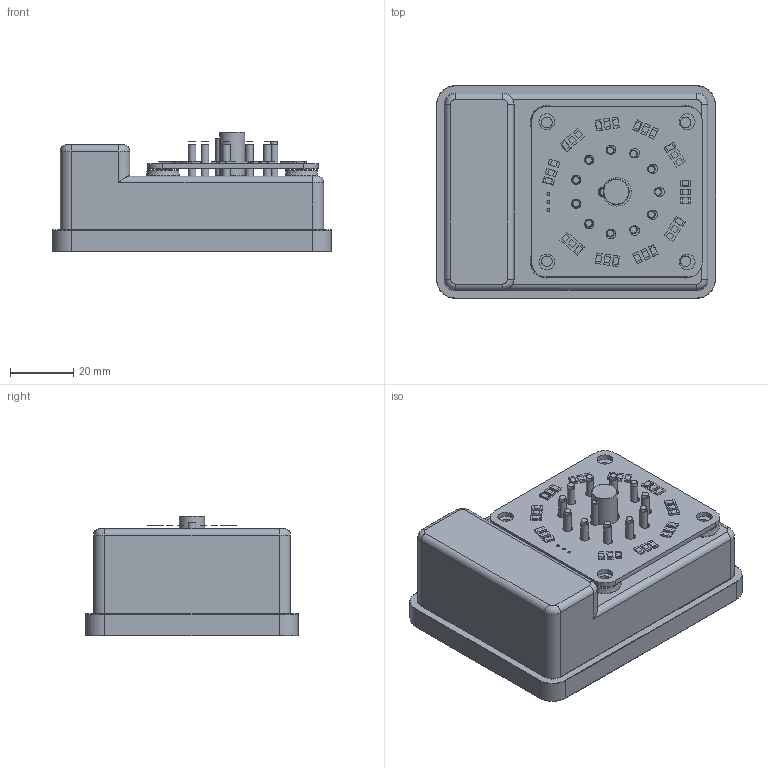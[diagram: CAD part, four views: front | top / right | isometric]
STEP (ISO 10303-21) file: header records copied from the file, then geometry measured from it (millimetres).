
FILE_DESCRIPTION(('Open CASCADE Model'),'2;1');
FILE_NAME('Open CASCADE Shape Model','2025-06-06T18:35:54',('Author'),( 'Open CASCADE'),'Open CASCADE STEP processor 6.8','Open CASCADE 6.8' ,'Unknown');
FILE_SCHEMA(('AUTOMOTIVE_DESIGN { 1 0 10303 214 1 1 1 1 }'));
Length unit declared in the file: millimetre
Products named in the file (37): PCB; Board; Open CASCADE STEP translator 6.8 3.1.1; R20; RESC3216X65N; R19; R18; R17; R16; R15; R14; R13; R12; R11; R10; R9; R8; R7; R6; R5; R4; R3; R2; R1; C10; CAPC3216X70N; C9; C8; C7; C6; C5; C4; C3; C2; C1; Free-Models; SBT-10A_Sonde
Assembly tree (64 placements, depth 3):
  PCB
    Board
      Open CASCADE STEP translator 6.8 3.1.1
    R20
      RESC3216X65N
    R19
      RESC3216X65N
    R18
      RESC3216X65N
    R17
      RESC3216X65N
    R16
      RESC3216X65N
    R15
      RESC3216X65N
    R14
      RESC3216X65N
    R13
      RESC3216X65N
    R12
      RESC3216X65N
    R11
      RESC3216X65N
    R10
      RESC3216X65N
    R9
      RESC3216X65N
    R8
      RESC3216X65N
    R7
      RESC3216X65N
    R6
      RESC3216X65N
    R5
      RESC3216X65N
    R4
      RESC3216X65N
    R3
      RESC3216X65N
    R2
      RESC3216X65N
    R1
      RESC3216X65N
    C10
      CAPC3216X70N
    C9
      CAPC3216X70N
    C8
      CAPC3216X70N
    C7
      CAPC3216X70N
    C6
      CAPC3216X70N
    C5
      CAPC3216X70N
    C4
      CAPC3216X70N
    C3
      CAPC3216X70N
    C2
Bounding box: 88.5 x 67.5 x 38 mm (x, y, z)
Volume: 144379.4 mm3; surface area: 28620.9 mm2
Topology: 92 solids, 92 shells, 1061 faces, 2350 edges, 1410 vertices
Faces by surface type: plane 650, cylinder 273, sphere 80, torus 27, cone 19, bspline 12
Full cylindrical faces by diameter (mm): 0.9 x3, 2.4 x11, 3 x11, 3.332 x4, 5 x4, 8 x1
Entity records: 10345 total; most frequent: CARTESIAN_POINT 1916, DIRECTION 1689, ORIENTED_EDGE 1440, EDGE_CURVE 720, AXIS2_PLACEMENT_3D 627, VERTEX_POINT 450, LINE 435, VECTOR 435
